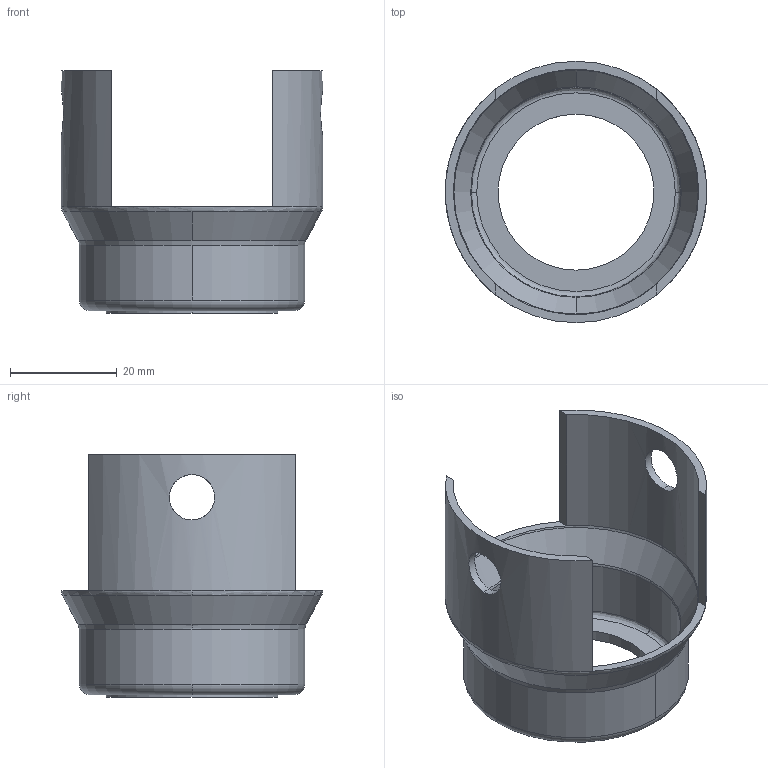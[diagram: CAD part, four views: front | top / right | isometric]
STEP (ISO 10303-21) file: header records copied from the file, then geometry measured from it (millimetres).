
FILE_DESCRIPTION((''),'2;1');
FILE_NAME('3d_LPXAU158.stp','2012-10-03T09:49:36',(''),(''),'Mechanical Desktop 2011','Mechanical Desktop 2011',', , ');
FILE_SCHEMA(('CONFIG_CONTROL_DESIGN'));
Length unit declared in the file: millimetre
Products named in the file (1): Product
Bounding box: 49 x 49 x 45.5 mm (x, y, z)
Volume: 7877 mm3; surface area: 11085.7 mm2
Topology: 1 solids, 1 shells, 43 faces, 122 edges, 82 vertices
Faces by surface type: cylinder 16, plane 11, bspline 6, torus 6, cone 4
Entity records: 1949 total; most frequent: CARTESIAN_POINT 700, DIRECTION 256, ORIENTED_EDGE 244, EDGE_CURVE 122, AXIS2_PLACEMENT_3D 112, VERTEX_POINT 82, CIRCLE 74, EDGE_LOOP 50
